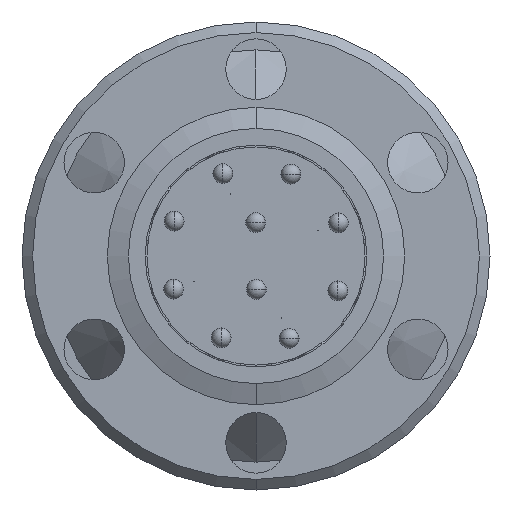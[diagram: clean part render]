
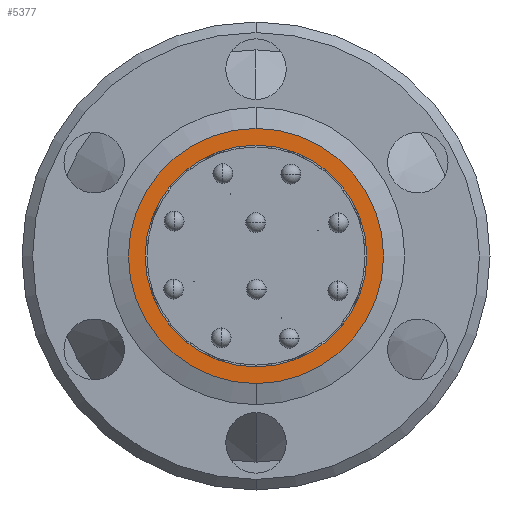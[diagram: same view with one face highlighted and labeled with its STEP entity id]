
A CAD part, front view. The second image highlights one B-rep face of the part: STEP entity #5377.
In plain terms, the highlighted planar face has unit normal (0, -1, 0).
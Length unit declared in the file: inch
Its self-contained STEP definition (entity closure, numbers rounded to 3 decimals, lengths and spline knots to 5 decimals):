
#123 = FACE_BOUND ( 'NONE', #15019, .T. ) ;
#129 = FACE_OUTER_BOUND ( 'NONE', #15020, .T. ) ;
#597 = CIRCLE ( 'NONE', #4493, 0.315 ) ;
#3834 = CIRCLE ( 'NONE', #10031, 0.315 ) ;
#3835 = CIRCLE ( 'NONE', #10032, 0.3625 ) ;
#4183 = AXIS2_PLACEMENT_3D ( 'NONE', #6020, #6025, #6026 ) ;
#4493 = AXIS2_PLACEMENT_3D ( 'NONE', #16050, #16051, #16052 ) ;
#4704 = CARTESIAN_POINT ( 'NONE',  ( 0.07344, -2.12865, 0. ) ) ;
#4705 = DIRECTION ( 'NONE',  ( 0., -1., 0. ) ) ;
#4706 = DIRECTION ( 'NONE',  ( 1., 0., 0. ) ) ;
#5142 = EDGE_CURVE ( 'NONE', #7145, #6527, #3835, .T. ) ;
#5143 = EDGE_CURVE ( 'NONE', #6492, #6547, #3834, .T. ) ;
#5377 = ADVANCED_FACE ( 'NONE', ( #129, #123 ), #6023, .F. ) ;
#6020 = CARTESIAN_POINT ( 'NONE',  ( 0.07344, -2.12865, 0. ) ) ;
#6023 = PLANE ( 'NONE',  #4183 ) ;
#6025 = DIRECTION ( 'NONE',  ( 0., 1., 0. ) ) ;
#6026 = DIRECTION ( 'NONE',  ( -1., 0., 0. ) ) ;
#6249 = EDGE_CURVE ( 'NONE', #6547, #6492, #597, .T. ) ;
#6492 = VERTEX_POINT ( 'NONE', #14341 ) ;
#6527 = VERTEX_POINT ( 'NONE', #14373 ) ;
#6547 = VERTEX_POINT ( 'NONE', #14393 ) ;
#7145 = VERTEX_POINT ( 'NONE', #10358 ) ;
#7896 = ORIENTED_EDGE ( 'NONE', *, *, #5143, .F. ) ;
#7897 = ORIENTED_EDGE ( 'NONE', *, *, #6249, .F. ) ;
#7898 = ORIENTED_EDGE ( 'NONE', *, *, #12646, .T. ) ;
#7899 = ORIENTED_EDGE ( 'NONE', *, *, #5142, .T. ) ;
#10031 = AXIS2_PLACEMENT_3D ( 'NONE', #12328, #12327, #12326 ) ;
#10032 = AXIS2_PLACEMENT_3D ( 'NONE', #12331, #12330, #12329 ) ;
#10358 = CARTESIAN_POINT ( 'NONE',  ( 0.43594, -2.12865, 0. ) ) ;
#11674 = CIRCLE ( 'NONE', #15535, 0.3625 ) ;
#12326 = DIRECTION ( 'NONE',  ( -1., 0., 0. ) ) ;
#12327 = DIRECTION ( 'NONE',  ( 0., -1., 0. ) ) ;
#12328 = CARTESIAN_POINT ( 'NONE',  ( 0.07344, -2.12865, 0. ) ) ;
#12329 = DIRECTION ( 'NONE',  ( 1., 0., 0. ) ) ;
#12330 = DIRECTION ( 'NONE',  ( 0., -1., 0. ) ) ;
#12331 = CARTESIAN_POINT ( 'NONE',  ( 0.07344, -2.12865, 0. ) ) ;
#12646 = EDGE_CURVE ( 'NONE', #6527, #7145, #11674, .T. ) ;
#14341 = CARTESIAN_POINT ( 'NONE',  ( 0.38844, -2.12865, 0. ) ) ;
#14373 = CARTESIAN_POINT ( 'NONE',  ( -0.28906, -2.12865, 0. ) ) ;
#14393 = CARTESIAN_POINT ( 'NONE',  ( -0.24156, -2.12865, 0. ) ) ;
#15019 = EDGE_LOOP ( 'NONE', ( #7897, #7896 ) ) ;
#15020 = EDGE_LOOP ( 'NONE', ( #7899, #7898 ) ) ;
#15535 = AXIS2_PLACEMENT_3D ( 'NONE', #4704, #4705, #4706 ) ;
#16050 = CARTESIAN_POINT ( 'NONE',  ( 0.07344, -2.12865, 0. ) ) ;
#16051 = DIRECTION ( 'NONE',  ( 0., -1., 0. ) ) ;
#16052 = DIRECTION ( 'NONE',  ( -1., 0., 0. ) ) ;
